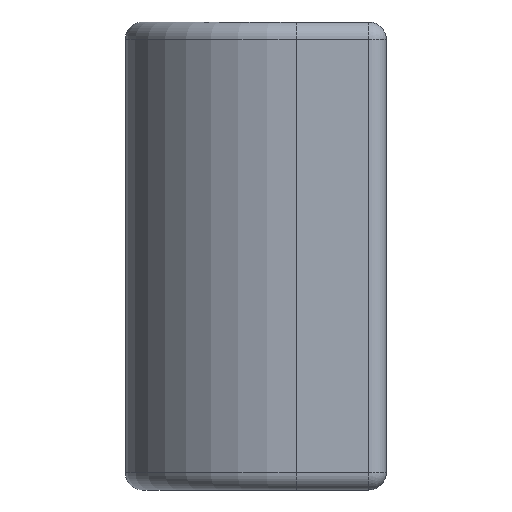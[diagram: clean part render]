
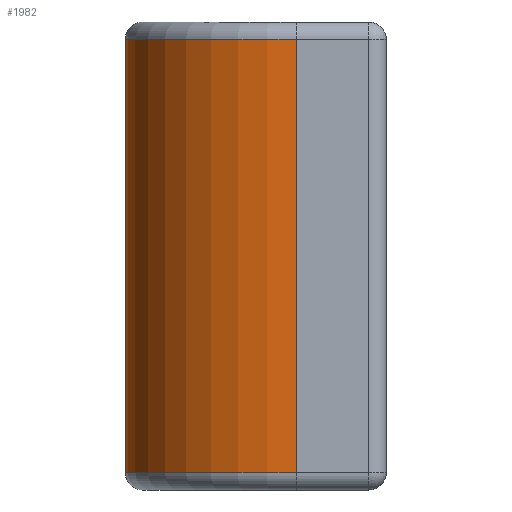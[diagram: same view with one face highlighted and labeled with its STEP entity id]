
A CAD part, left-side view. The second image highlights one B-rep face of the part: STEP entity #1982.
In plain terms, the highlighted cylindrical face has radius 7.531 mm (diameter 15.062 mm), a partial arc.
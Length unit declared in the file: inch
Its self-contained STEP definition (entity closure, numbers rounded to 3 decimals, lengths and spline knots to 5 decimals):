
#3 = CARTESIAN_POINT ( 'NONE',  ( -0.687, 0.1565, 0. ) ) ;
#23 = VECTOR ( 'NONE', #1626, 39.37008 ) ;
#224 = EDGE_CURVE ( 'NONE', #1341, #2670, #3013, .T. ) ;
#291 = VERTEX_POINT ( 'NONE', #440 ) ;
#440 = CARTESIAN_POINT ( 'NONE',  ( -0.3905, 0.1565, 0.375 ) ) ;
#549 = CYLINDRICAL_SURFACE ( 'NONE', #2803, 0.2965 ) ;
#592 = CARTESIAN_POINT ( 'NONE',  ( -0.687, 0.1565, 0.375 ) ) ;
#686 = ORIENTED_EDGE ( 'NONE', *, *, #2142, .T. ) ;
#747 = LINE ( 'NONE', #2721, #23 ) ;
#856 = DIRECTION ( 'NONE',  ( 1., 0., 0. ) ) ;
#930 = VECTOR ( 'NONE', #2927, 39.37008 ) ;
#953 = CARTESIAN_POINT ( 'NONE',  ( -0.687, 0.1565, -0.375 ) ) ;
#1067 = FACE_OUTER_BOUND ( 'NONE', #3390, .T. ) ;
#1112 = CARTESIAN_POINT ( 'NONE',  ( -0.9835, 0.1565, -0.375 ) ) ;
#1117 = CIRCLE ( 'NONE', #2398, 0.2965 ) ;
#1166 = ORIENTED_EDGE ( 'NONE', *, *, #3477, .F. ) ;
#1245 = DIRECTION ( 'NONE',  ( 1., 0., 0. ) ) ;
#1341 = VERTEX_POINT ( 'NONE', #2745 ) ;
#1626 = DIRECTION ( 'NONE',  ( 0., 0., -1. ) ) ;
#1673 = LINE ( 'NONE', #2663, #930 ) ;
#1982 = ADVANCED_FACE ( 'NONE', ( #1067 ), #549, .T. ) ;
#2138 = CARTESIAN_POINT ( 'NONE',  ( -0.9835, 0.1565, 0.375 ) ) ;
#2142 = EDGE_CURVE ( 'NONE', #291, #1341, #747, .T. ) ;
#2398 = AXIS2_PLACEMENT_3D ( 'NONE', #592, #2505, #856 ) ;
#2465 = DIRECTION ( 'NONE',  ( 0., 0., 1. ) ) ;
#2499 = VERTEX_POINT ( 'NONE', #2138 ) ;
#2505 = DIRECTION ( 'NONE',  ( 0., 0., 1. ) ) ;
#2564 = ORIENTED_EDGE ( 'NONE', *, *, #3129, .F. ) ;
#2663 = CARTESIAN_POINT ( 'NONE',  ( -0.9835, 0.1565, 0.375 ) ) ;
#2670 = VERTEX_POINT ( 'NONE', #1112 ) ;
#2721 = CARTESIAN_POINT ( 'NONE',  ( -0.3905, 0.1565, 0.375 ) ) ;
#2745 = CARTESIAN_POINT ( 'NONE',  ( -0.3905, 0.1565, -0.375 ) ) ;
#2803 = AXIS2_PLACEMENT_3D ( 'NONE', #3, #2465, #3022 ) ;
#2882 = DIRECTION ( 'NONE',  ( 0., 0., 1. ) ) ;
#2893 = ORIENTED_EDGE ( 'NONE', *, *, #224, .T. ) ;
#2927 = DIRECTION ( 'NONE',  ( 0., 0., -1. ) ) ;
#3013 = CIRCLE ( 'NONE', #3210, 0.2965 ) ;
#3022 = DIRECTION ( 'NONE',  ( 1., 0., 0. ) ) ;
#3129 = EDGE_CURVE ( 'NONE', #291, #2499, #1117, .T. ) ;
#3210 = AXIS2_PLACEMENT_3D ( 'NONE', #953, #2882, #1245 ) ;
#3390 = EDGE_LOOP ( 'NONE', ( #686, #2893, #1166, #2564 ) ) ;
#3477 = EDGE_CURVE ( 'NONE', #2499, #2670, #1673, .T. ) ;
